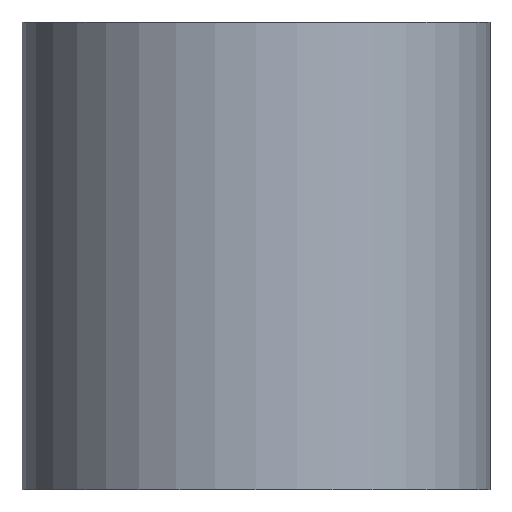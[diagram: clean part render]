
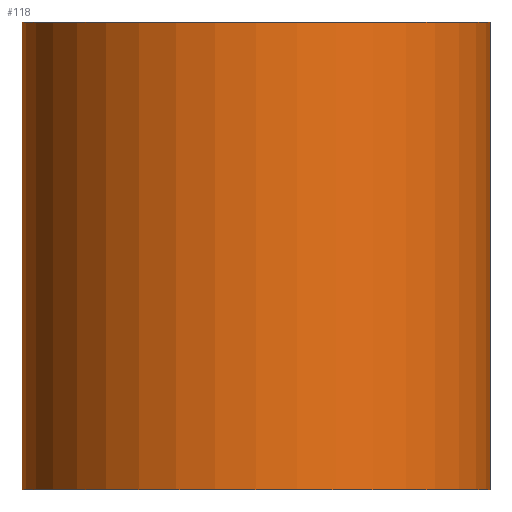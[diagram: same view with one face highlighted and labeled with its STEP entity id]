
A CAD part, front view. The second image highlights one B-rep face of the part: STEP entity #118.
In plain terms, the highlighted cylindrical face has radius 15 mm (diameter 30 mm), a full revolution.
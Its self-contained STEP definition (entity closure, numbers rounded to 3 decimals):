
#28=FACE_BOUND('',#58,.T.);
#34=CYLINDRICAL_SURFACE('',#137,15.);
#42=FACE_OUTER_BOUND('',#57,.T.);
#57=EDGE_LOOP('',(#102));
#58=EDGE_LOOP('',(#103));
#70=CIRCLE('',#138,15.);
#71=CIRCLE('',#139,15.);
#79=VERTEX_POINT('',#205);
#80=VERTEX_POINT('',#207);
#88=EDGE_CURVE('',#79,#79,#70,.T.);
#89=EDGE_CURVE('',#80,#80,#71,.T.);
#102=ORIENTED_EDGE('',*,*,#88,.T.);
#103=ORIENTED_EDGE('',*,*,#89,.F.);
#118=ADVANCED_FACE('',(#42,#28),#34,.T.);
#137=AXIS2_PLACEMENT_3D('',#204,#172,#173);
#138=AXIS2_PLACEMENT_3D('',#206,#174,#175);
#139=AXIS2_PLACEMENT_3D('',#208,#176,#177);
#172=DIRECTION('center_axis',(0.,0.,1.));
#173=DIRECTION('ref_axis',(-1.,0.,0.));
#174=DIRECTION('center_axis',(0.,0.,-1.));
#175=DIRECTION('ref_axis',(-1.,0.,0.));
#176=DIRECTION('center_axis',(0.,0.,-1.));
#177=DIRECTION('ref_axis',(-1.,0.,0.));
#204=CARTESIAN_POINT('Origin',(-2.278,6.139,0.));
#205=CARTESIAN_POINT('',(12.722,6.139,30.));
#206=CARTESIAN_POINT('Origin',(-2.278,6.139,30.));
#207=CARTESIAN_POINT('',(12.722,6.139,0.));
#208=CARTESIAN_POINT('Origin',(-2.278,6.139,0.));
